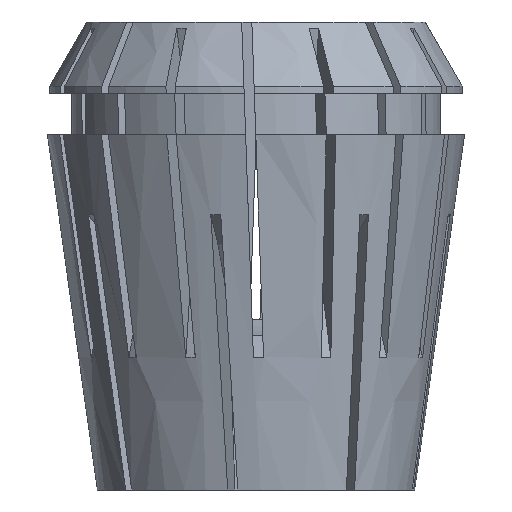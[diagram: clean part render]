
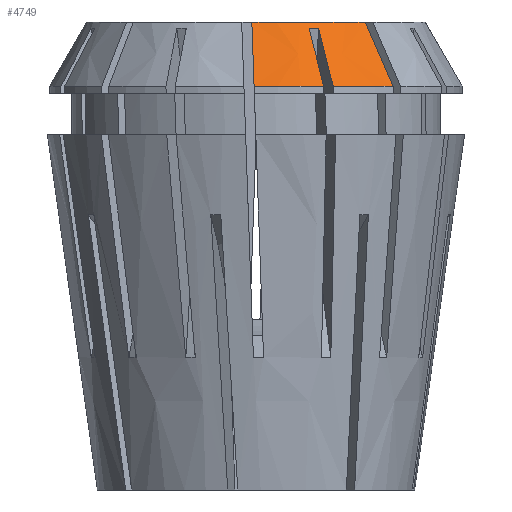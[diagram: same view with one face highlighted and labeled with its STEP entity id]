
A CAD part, front view. The second image highlights one B-rep face of the part: STEP entity #4749.
In plain terms, the highlighted conical face has half-angle 30 degrees and reference radius 20.3 mm.
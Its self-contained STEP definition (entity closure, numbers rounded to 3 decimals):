
#23 = DIRECTION ( 'NONE',  ( 0., 0., -1. ) ) ;
#99 = AXIS2_PLACEMENT_3D ( 'NONE', #484, #23, #983 ) ;
#105 = B_SPLINE_CURVE_WITH_KNOTS ( 'NONE', 3,
 ( #3492, #5581, #6620, #429 ),
 .UNSPECIFIED., .F., .F.,
 ( 4, 4 ),
 ( 0., 0.007 ),
 .UNSPECIFIED. ) ;
#120 = CARTESIAN_POINT ( 'NONE',  ( 0., 0., 46. ) ) ;
#127 = EDGE_CURVE ( 'NONE', #3406, #4193, #989, .T. ) ;
#429 = CARTESIAN_POINT ( 'NONE',  ( -0.408, -16.654, 46. ) ) ;
#477 = CARTESIAN_POINT ( 'NONE',  ( 5.222, -16.226, 45.329 ) ) ;
#484 = CARTESIAN_POINT ( 'NONE',  ( 0., 0., 39.693 ) ) ;
#545 = CIRCLE ( 'NONE', #99, 20.3 ) ;
#582 = CIRCLE ( 'NONE', #2061, 16.658 ) ;
#622 = CARTESIAN_POINT ( 'NONE',  ( 13.49, -15.17, 39.693 ) ) ;
#630 = DIRECTION ( 'NONE',  ( 0., 0., -1. ) ) ;
#659 = DIRECTION ( 'NONE',  ( -1., 0., 0. ) ) ;
#681 = CARTESIAN_POINT ( 'NONE',  ( 10.741, -12.733, 46. ) ) ;
#815 = VERTEX_POINT ( 'NONE', #4139 ) ;
#836 = ORIENTED_EDGE ( 'NONE', *, *, #1045, .F. ) ;
#865 = CARTESIAN_POINT ( 'NONE',  ( 13.49, -15.17, 39.693 ) ) ;
#983 = DIRECTION ( 'NONE',  ( -1., 0., 0. ) ) ;
#989 = B_SPLINE_CURVE_WITH_KNOTS ( 'NONE', 3,
 ( #865, #1905, #4535, #6076 ),
 .UNSPECIFIED., .F., .F.,
 ( 4, 4 ),
 ( 0., 0.007 ),
 .UNSPECIFIED. ) ;
#1037 = CONICAL_SURFACE ( 'NONE', #4110, 20.3, 0.524 ) ;
#1045 = EDGE_CURVE ( 'NONE', #3406, #1917, #545, .T. ) ;
#1083 = CARTESIAN_POINT ( 'NONE',  ( 6.631, -16.845, 43.498 ) ) ;
#1494 = CARTESIAN_POINT ( 'NONE',  ( 5.531, -16.105, 45.364 ) ) ;
#1578 = CARTESIAN_POINT ( 'NONE',  ( 7.595, -18.826, 39.693 ) ) ;
#1666 = EDGE_CURVE ( 'NONE', #2414, #815, #105, .T. ) ;
#1752 = EDGE_CURVE ( 'NONE', #3435, #5031, #2560, .T. ) ;
#1780 = EDGE_CURVE ( 'NONE', #4649, #2414, #6282, .T. ) ;
#1905 = CARTESIAN_POINT ( 'NONE',  ( 12.575, -14.358, 41.796 ) ) ;
#1917 = VERTEX_POINT ( 'NONE', #5855 ) ;
#1964 = ORIENTED_EDGE ( 'NONE', *, *, #4237, .T. ) ;
#2061 = AXIS2_PLACEMENT_3D ( 'NONE', #120, #3693, #4771 ) ;
#2104 = CARTESIAN_POINT ( 'NONE',  ( 7.113, -17.835, 41.596 ) ) ;
#2414 = VERTEX_POINT ( 'NONE', #2945 ) ;
#2560 = B_SPLINE_CURVE_WITH_KNOTS ( 'NONE', 3,
 ( #5625, #3564, #1494, #477 ),
 .UNSPECIFIED., .F., .F.,
 ( 4, 4 ),
 ( 0.005, 0.006 ),
 .UNSPECIFIED. ) ;
#2617 = CARTESIAN_POINT ( 'NONE',  ( 6.658, -19.177, 39.693 ) ) ;
#2896 = DIRECTION ( 'NONE',  ( 0., 0., -1. ) ) ;
#2907 = AXIS2_PLACEMENT_3D ( 'NONE', #4769, #630, #659 ) ;
#2945 = CARTESIAN_POINT ( 'NONE',  ( -0.187, -20.299, 39.693 ) ) ;
#3123 = EDGE_CURVE ( 'NONE', #4649, #5031, #3387, .T. ) ;
#3297 = EDGE_LOOP ( 'NONE', ( #1964, #6173, #3346, #5116, #4627, #3835, #836, #3592 ) ) ;
#3346 = ORIENTED_EDGE ( 'NONE', *, *, #1780, .F. ) ;
#3387 = B_SPLINE_CURVE_WITH_KNOTS ( 'NONE', 3,
 ( #6329, #5858, #6350, #5375 ),
 .UNSPECIFIED., .F., .F.,
 ( 4, 4 ),
 ( 0., 0.007 ),
 .UNSPECIFIED. ) ;
#3406 = VERTEX_POINT ( 'NONE', #622 ) ;
#3435 = VERTEX_POINT ( 'NONE', #3729 ) ;
#3454 = DIRECTION ( 'NONE',  ( -1., 0., 0. ) ) ;
#3492 = CARTESIAN_POINT ( 'NONE',  ( -0.187, -20.299, 39.693 ) ) ;
#3564 = CARTESIAN_POINT ( 'NONE',  ( 5.84, -15.981, 45.388 ) ) ;
#3592 = ORIENTED_EDGE ( 'NONE', *, *, #127, .T. ) ;
#3635 = CARTESIAN_POINT ( 'NONE',  ( 5.222, -16.226, 45.329 ) ) ;
#3693 = DIRECTION ( 'NONE',  ( 0., 0., -1. ) ) ;
#3729 = CARTESIAN_POINT ( 'NONE',  ( 6.148, -15.854, 45.401 ) ) ;
#3819 = CARTESIAN_POINT ( 'NONE',  ( 0., 0., 39.693 ) ) ;
#3835 = ORIENTED_EDGE ( 'NONE', *, *, #5557, .F. ) ;
#4110 = AXIS2_PLACEMENT_3D ( 'NONE', #3819, #2896, #3454 ) ;
#4139 = CARTESIAN_POINT ( 'NONE',  ( -0.408, -16.654, 46. ) ) ;
#4193 = VERTEX_POINT ( 'NONE', #681 ) ;
#4237 = EDGE_CURVE ( 'NONE', #4193, #815, #582, .T. ) ;
#4535 = CARTESIAN_POINT ( 'NONE',  ( 11.659, -13.546, 43.899 ) ) ;
#4627 = ORIENTED_EDGE ( 'NONE', *, *, #1752, .F. ) ;
#4649 = VERTEX_POINT ( 'NONE', #2617 ) ;
#4679 = FACE_OUTER_BOUND ( 'NONE', #3297, .T. ) ;
#4749 = ADVANCED_FACE ( 'NONE', ( #4679 ), #1037, .T. ) ;
#4769 = CARTESIAN_POINT ( 'NONE',  ( 0., 0., 39.693 ) ) ;
#4771 = DIRECTION ( 'NONE',  ( -1., 0., 0. ) ) ;
#5031 = VERTEX_POINT ( 'NONE', #3635 ) ;
#5116 = ORIENTED_EDGE ( 'NONE', *, *, #3123, .T. ) ;
#5375 = CARTESIAN_POINT ( 'NONE',  ( 5.222, -16.226, 45.329 ) ) ;
#5535 = B_SPLINE_CURVE_WITH_KNOTS ( 'NONE', 3,
 ( #1578, #2104, #1083, #6278 ),
 .UNSPECIFIED., .F., .F.,
 ( 4, 4 ),
 ( 0., 0.007 ),
 .UNSPECIFIED. ) ;
#5557 = EDGE_CURVE ( 'NONE', #1917, #3435, #5535, .T. ) ;
#5581 = CARTESIAN_POINT ( 'NONE',  ( -0.261, -19.084, 41.795 ) ) ;
#5625 = CARTESIAN_POINT ( 'NONE',  ( 6.148, -15.854, 45.401 ) ) ;
#5855 = CARTESIAN_POINT ( 'NONE',  ( 7.595, -18.826, 39.693 ) ) ;
#5858 = CARTESIAN_POINT ( 'NONE',  ( 6.18, -18.195, 41.572 ) ) ;
#6076 = CARTESIAN_POINT ( 'NONE',  ( 10.741, -12.733, 46. ) ) ;
#6173 = ORIENTED_EDGE ( 'NONE', *, *, #1666, .F. ) ;
#6278 = CARTESIAN_POINT ( 'NONE',  ( 6.148, -15.854, 45.401 ) ) ;
#6282 = CIRCLE ( 'NONE', #2907, 20.3 ) ;
#6329 = CARTESIAN_POINT ( 'NONE',  ( 6.658, -19.177, 39.693 ) ) ;
#6350 = CARTESIAN_POINT ( 'NONE',  ( 5.701, -17.211, 43.451 ) ) ;
#6620 = CARTESIAN_POINT ( 'NONE',  ( -0.334, -17.869, 43.898 ) ) ;
